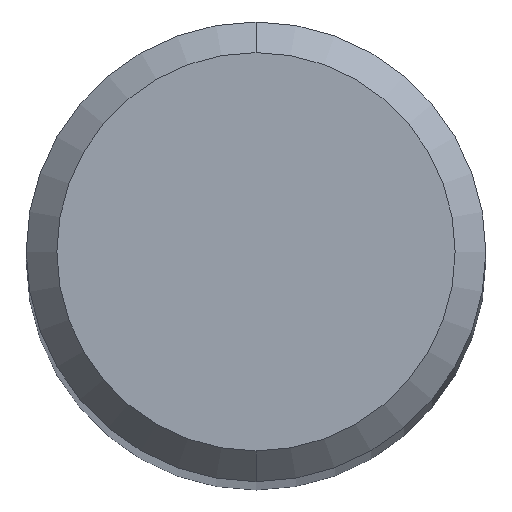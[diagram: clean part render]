
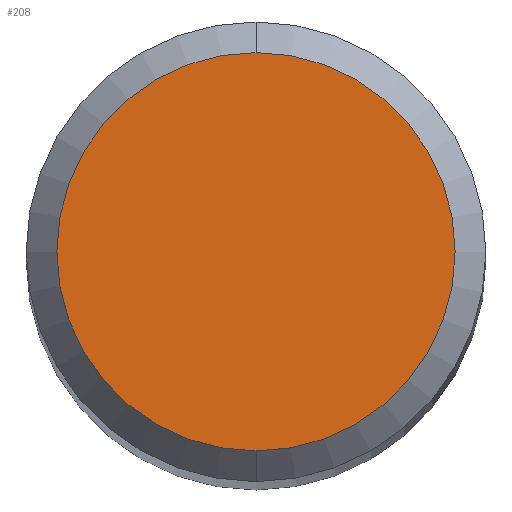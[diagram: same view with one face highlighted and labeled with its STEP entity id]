
A CAD part, top view. The second image highlights one B-rep face of the part: STEP entity #208.
In plain terms, the highlighted planar face has unit normal (0, 0, 1).
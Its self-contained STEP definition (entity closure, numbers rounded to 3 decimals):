
#130=EDGE_CURVE('',#160,#182,#279,.T.);
#148=EDGE_CURVE('',#182,#160,#301,.T.);
#160=VERTEX_POINT('',#314);
#182=VERTEX_POINT('',#340);
#208=ADVANCED_FACE('',(#369),#370,.T.);
#279=CIRCLE('',#447,2.6);
#301=CIRCLE('',#472,2.6);
#314=CARTESIAN_POINT('',(0.0,2.6,0.0));
#340=CARTESIAN_POINT('',(0.,-2.6,0.0));
#369=FACE_OUTER_BOUND('',#556,.T.);
#370=PLANE('',#557);
#447=AXIS2_PLACEMENT_3D('',#621,#622,#623);
#472=AXIS2_PLACEMENT_3D('',#661,#662,#663);
#556=EDGE_LOOP('',(#744,#745));
#557=AXIS2_PLACEMENT_3D('',#746,#747,#748);
#621=CARTESIAN_POINT('',(0.0,0.0,0.0));
#622=DIRECTION('',(0.0,0.0,-1.0));
#623=DIRECTION('',(0.0,1.0,0.0));
#661=CARTESIAN_POINT('',(0.0,0.0,0.0));
#662=DIRECTION('',(0.0,0.0,-1.0));
#663=DIRECTION('',(0.0,1.0,0.0));
#744=ORIENTED_EDGE('',*,*,#130,.F.);
#745=ORIENTED_EDGE('',*,*,#148,.F.);
#746=CARTESIAN_POINT('',(0.0,1.3,0.0));
#747=DIRECTION('',(-0.0,0.0,1.0));
#748=DIRECTION('',(0.0,-1.0,0.0));
